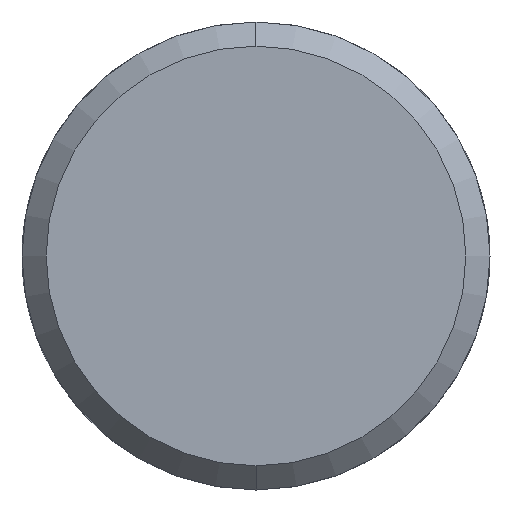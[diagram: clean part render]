
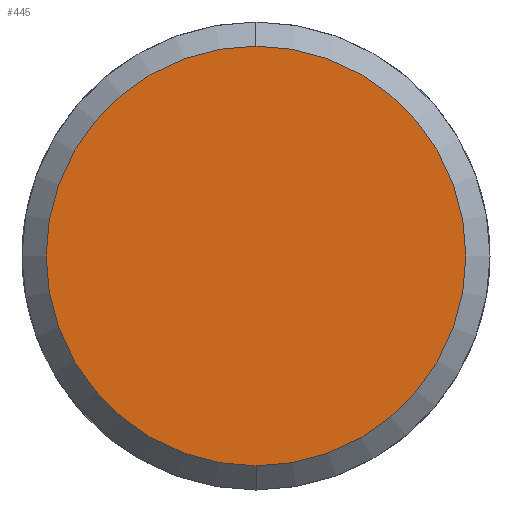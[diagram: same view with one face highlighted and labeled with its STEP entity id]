
A CAD part, left-side view. The second image highlights one B-rep face of the part: STEP entity #445.
In plain terms, the highlighted planar face has unit normal (-1, 0, 0).
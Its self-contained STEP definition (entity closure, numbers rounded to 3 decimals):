
#34 = DIRECTION ( 'NONE',  ( -1., 0., 0. ) ) ;
#45 = VERTEX_POINT ( 'NONE', #408 ) ;
#91 = CARTESIAN_POINT ( 'NONE',  ( 0., 0., -4.35 ) ) ;
#114 = EDGE_CURVE ( 'NONE', #417, #45, #579, .T. ) ;
#137 = PLANE ( 'NONE',  #439 ) ;
#263 = DIRECTION ( 'NONE',  ( -1., 0., 0. ) ) ;
#300 = ORIENTED_EDGE ( 'NONE', *, *, #305, .T. ) ;
#305 = EDGE_CURVE ( 'NONE', #45, #417, #587, .T. ) ;
#313 = CARTESIAN_POINT ( 'NONE',  ( 0., 0., 0. ) ) ;
#350 = DIRECTION ( 'NONE',  ( 0., 0., -1. ) ) ;
#385 = EDGE_LOOP ( 'NONE', ( #453, #300 ) ) ;
#408 = CARTESIAN_POINT ( 'NONE',  ( 0., 0., 4.35 ) ) ;
#417 = VERTEX_POINT ( 'NONE', #91 ) ;
#439 = AXIS2_PLACEMENT_3D ( 'NONE', #500, #611, #350 ) ;
#445 = ADVANCED_FACE ( 'NONE', ( #552 ), #137, .F. ) ;
#453 = ORIENTED_EDGE ( 'NONE', *, *, #114, .T. ) ;
#464 = DIRECTION ( 'NONE',  ( 0., 0., 1. ) ) ;
#500 = CARTESIAN_POINT ( 'NONE',  ( 0., 0., 0. ) ) ;
#501 = CARTESIAN_POINT ( 'NONE',  ( 0., 0., 0. ) ) ;
#541 = DIRECTION ( 'NONE',  ( 0., 0., 1. ) ) ;
#552 = FACE_OUTER_BOUND ( 'NONE', #385, .T. ) ;
#553 = AXIS2_PLACEMENT_3D ( 'NONE', #313, #263, #464 ) ;
#579 = CIRCLE ( 'NONE', #553, 4.35 ) ;
#584 = AXIS2_PLACEMENT_3D ( 'NONE', #501, #34, #541 ) ;
#587 = CIRCLE ( 'NONE', #584, 4.35 ) ;
#611 = DIRECTION ( 'NONE',  ( 1., 0., 0. ) ) ;
